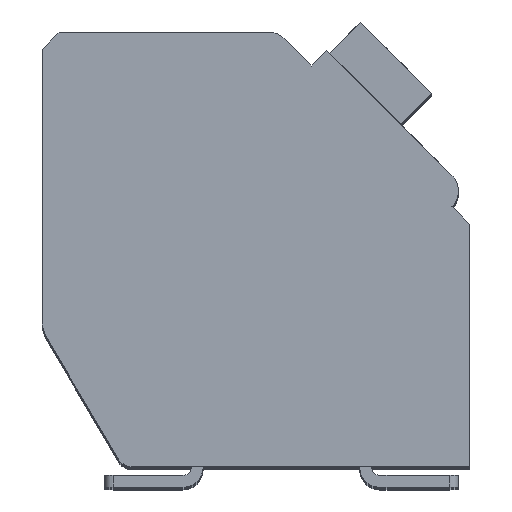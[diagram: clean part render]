
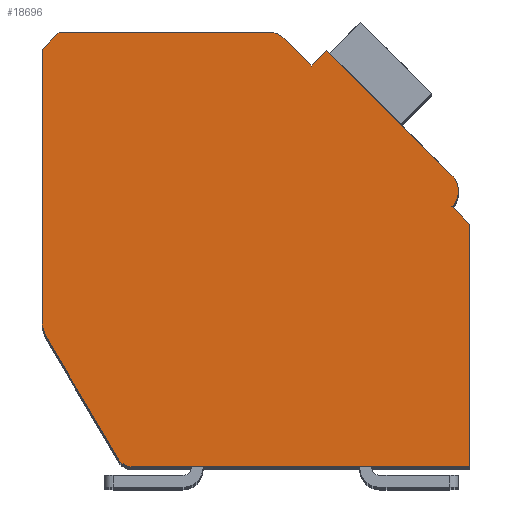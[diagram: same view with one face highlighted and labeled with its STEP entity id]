
A CAD part, top view. The second image highlights one B-rep face of the part: STEP entity #18696.
In plain terms, the highlighted planar face has unit normal (0, 0, 1).
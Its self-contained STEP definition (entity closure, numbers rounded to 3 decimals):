
#1621=DIRECTION('',(0.,-1.,0.));
#1622=VECTOR('',#1621,8.053);
#1623=CARTESIAN_POINT('',(-12.7,12.4,2.1));
#1624=LINE('',#1623,#1622);
#1625=DIRECTION('',(-0.707,-0.707,0.));
#1626=VECTOR('',#1625,0.707);
#1627=CARTESIAN_POINT('',(-12.2,12.9,2.1));
#1628=LINE('',#1627,#1626);
#1629=DIRECTION('',(-1.,0.,0.));
#1630=VECTOR('',#1629,6.298);
#1631=CARTESIAN_POINT('',(-5.902,12.9,2.1));
#1632=LINE('',#1631,#1630);
#1633=CARTESIAN_POINT('',(-5.902,12.4,2.1));
#1634=DIRECTION('',(0.,0.,1.));
#1635=DIRECTION('',(0.707,0.707,0.));
#1636=AXIS2_PLACEMENT_3D('',#1633,#1634,#1635);
#1638=DIRECTION('',(-0.707,0.707,0.));
#1639=VECTOR('',#1638,1.197);
#1640=CARTESIAN_POINT('',(-4.702,11.907,2.1));
#1641=LINE('',#1640,#1639);
#1642=DIRECTION('',(-0.707,-0.707,0.));
#1643=VECTOR('',#1642,0.65);
#1644=CARTESIAN_POINT('',(-4.243,12.367,2.1));
#1645=LINE('',#1644,#1643);
#1646=DIRECTION('',(-0.707,0.707,0.));
#1647=VECTOR('',#1646,5.25);
#1648=CARTESIAN_POINT('',(-0.53,8.655,2.1));
#1649=LINE('',#1648,#1647);
#1650=CARTESIAN_POINT('',(-0.99,8.195,2.1));
#1651=DIRECTION('',(0.,0.,1.));
#1652=DIRECTION('',(0.707,-0.707,0.));
#1653=AXIS2_PLACEMENT_3D('',#1650,#1651,#1652);
#1655=DIRECTION('',(-0.707,0.707,0.));
#1656=VECTOR('',#1655,0.75);
#1657=CARTESIAN_POINT('',(0.,7.205,2.1));
#1658=LINE('',#1657,#1656);
#1659=DIRECTION('',(0.,1.,0.));
#1660=VECTOR('',#1659,7.205);
#1661=CARTESIAN_POINT('',(0.,0.,2.1));
#1662=LINE('',#1661,#1660);
#1663=DIRECTION('',(1.,0.,0.));
#1664=VECTOR('',#1663,10.014);
#1665=CARTESIAN_POINT('',(-10.014,0.,2.1));
#1666=LINE('',#1665,#1664);
#1667=CARTESIAN_POINT('',(-10.014,0.5,2.1));
#1668=DIRECTION('',(0.,0.,1.));
#1669=DIRECTION('',(-0.862,-0.508,0.));
#1670=AXIS2_PLACEMENT_3D('',#1667,#1668,#1669);
#1672=DIRECTION('',(0.508,-0.862,0.));
#1673=VECTOR('',#1672,4.17);
#1674=CARTESIAN_POINT('',(-12.562,3.839,2.1));
#1675=LINE('',#1674,#1673);
#1676=CARTESIAN_POINT('',(-11.7,4.347,2.1));
#1677=DIRECTION('',(0.,0.,1.));
#1678=DIRECTION('',(-1.,0.,0.));
#1679=AXIS2_PLACEMENT_3D('',#1676,#1677,#1678);
#13037=CARTESIAN_POINT('',(-12.7,12.4,2.1));
#13038=CARTESIAN_POINT('',(-12.7,4.347,2.1));
#13039=VERTEX_POINT('',#13037);
#13040=VERTEX_POINT('',#13038);
#13041=CARTESIAN_POINT('',(-12.562,3.839,2.1));
#13042=VERTEX_POINT('',#13041);
#13043=CARTESIAN_POINT('',(-10.445,0.246,2.1));
#13044=VERTEX_POINT('',#13043);
#13045=CARTESIAN_POINT('',(-10.014,0.,2.1));
#13046=VERTEX_POINT('',#13045);
#13047=CARTESIAN_POINT('',(0.,0.,2.1));
#13048=VERTEX_POINT('',#13047);
#13049=CARTESIAN_POINT('',(0.,7.205,2.1));
#13050=VERTEX_POINT('',#13049);
#13051=CARTESIAN_POINT('',(-0.53,7.735,2.1));
#13052=VERTEX_POINT('',#13051);
#13053=CARTESIAN_POINT('',(-0.53,8.655,2.1));
#13054=VERTEX_POINT('',#13053);
#13055=CARTESIAN_POINT('',(-4.243,12.367,2.1));
#13056=VERTEX_POINT('',#13055);
#13057=CARTESIAN_POINT('',(-4.702,11.907,2.1));
#13058=VERTEX_POINT('',#13057);
#13059=CARTESIAN_POINT('',(-5.548,12.754,2.1));
#13060=VERTEX_POINT('',#13059);
#13061=CARTESIAN_POINT('',(-5.902,12.9,2.1));
#13062=VERTEX_POINT('',#13061);
#13063=CARTESIAN_POINT('',(-12.2,12.9,2.1));
#13064=VERTEX_POINT('',#13063);
#18666=CARTESIAN_POINT('',(0.,0.,2.1));
#18667=DIRECTION('',(0.,0.,1.));
#18668=DIRECTION('',(1.,0.,0.));
#18669=AXIS2_PLACEMENT_3D('',#18666,#18667,#18668);
#18670=PLANE('',#18669);
#18671=ORIENTED_EDGE('',*,*,#16949,.F.);
#18673=ORIENTED_EDGE('',*,*,#18672,.F.);
#18675=ORIENTED_EDGE('',*,*,#18674,.F.);
#18677=ORIENTED_EDGE('',*,*,#18676,.F.);
#18679=ORIENTED_EDGE('',*,*,#18678,.F.);
#18681=ORIENTED_EDGE('',*,*,#18680,.F.);
#18683=ORIENTED_EDGE('',*,*,#18682,.F.);
#18685=ORIENTED_EDGE('',*,*,#18684,.F.);
#18687=ORIENTED_EDGE('',*,*,#18686,.F.);
#18688=ORIENTED_EDGE('',*,*,#17280,.F.);
#18689=ORIENTED_EDGE('',*,*,#18482,.F.);
#18690=ORIENTED_EDGE('',*,*,#18101,.F.);
#18691=ORIENTED_EDGE('',*,*,#17861,.F.);
#18693=ORIENTED_EDGE('',*,*,#18692,.F.);
#18694=EDGE_LOOP('',(#18671,#18673,#18675,#18677,#18679,#18681,#18683,#18685,
#18687,#18688,#18689,#18690,#18691,#18693));
#18695=FACE_OUTER_BOUND('',#18694,.F.);
#1637=CIRCLE('',#1636,0.5);
#1654=CIRCLE('',#1653,0.65);
#1671=CIRCLE('',#1670,0.5);
#1680=CIRCLE('',#1679,1.);
#16949=EDGE_CURVE('',#13039,#13040,#1624,.T.);
#17280=EDGE_CURVE('',#13048,#13050,#1662,.T.);
#17861=EDGE_CURVE('',#13042,#13044,#1675,.T.);
#18101=EDGE_CURVE('',#13044,#13046,#1671,.T.);
#18482=EDGE_CURVE('',#13046,#13048,#1666,.T.);
#18672=EDGE_CURVE('',#13064,#13039,#1628,.T.);
#18674=EDGE_CURVE('',#13062,#13064,#1632,.T.);
#18676=EDGE_CURVE('',#13060,#13062,#1637,.T.);
#18678=EDGE_CURVE('',#13058,#13060,#1641,.T.);
#18680=EDGE_CURVE('',#13056,#13058,#1645,.T.);
#18682=EDGE_CURVE('',#13054,#13056,#1649,.T.);
#18684=EDGE_CURVE('',#13052,#13054,#1654,.T.);
#18686=EDGE_CURVE('',#13050,#13052,#1658,.T.);
#18692=EDGE_CURVE('',#13040,#13042,#1680,.T.);
#18696=ADVANCED_FACE('',(#18695),#18670,.T.);
